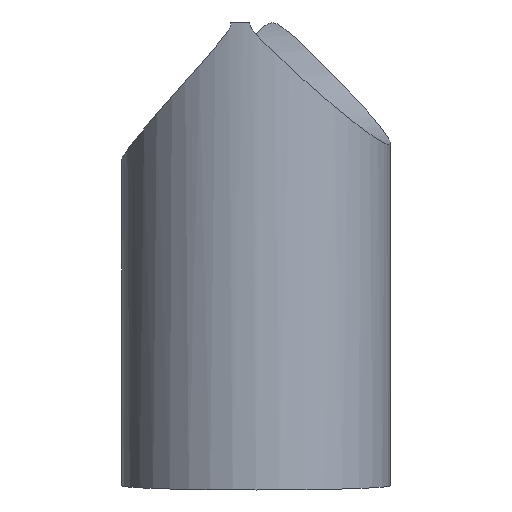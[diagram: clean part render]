
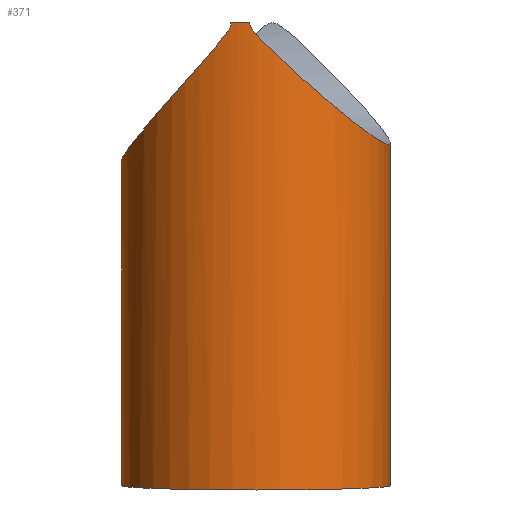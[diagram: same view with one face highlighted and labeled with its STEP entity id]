
A CAD part, top view. The second image highlights one B-rep face of the part: STEP entity #371.
In plain terms, the highlighted cylindrical face has radius 12.5 mm (diameter 25 mm), a partial arc.
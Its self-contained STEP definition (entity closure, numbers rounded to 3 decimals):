
#61=CARTESIAN_POINT('Vertex',(-1816.357,298.259,121.182)) ;
#67=CARTESIAN_POINT('Control Point',(-1816.228,298.395,119.399)) ;
#68=CARTESIAN_POINT('Control Point',(-1816.228,298.31,119.992)) ;
#69=CARTESIAN_POINT('Control Point',(-1816.271,298.264,120.59)) ;
#70=CARTESIAN_POINT('Control Point',(-1816.357,298.259,121.182)) ;
#71=CARTESIAN_POINT('Vertex',(-1816.228,298.395,119.399)) ;
#245=CARTESIAN_POINT('Vertex',(-1841.228,266.546,118.308)) ;
#247=CARTESIAN_POINT('Vertex',(-1816.228,266.546,118.308)) ;
#250=CARTESIAN_POINT('Axis2P3D Location',(-1828.728,266.546,118.308)) ;
#274=CARTESIAN_POINT('Axis2P3D Location',(-1828.728,310.076,119.799)) ;
#278=CARTESIAN_POINT('Vertex',(-1829.346,309.649,132.277)) ;
#280=CARTESIAN_POINT('Vertex',(-1831.068,309.656,132.071)) ;
#296=CARTESIAN_POINT('Axis2P3D Location',(-1828.728,276.318,118.643)) ;
#302=CARTESIAN_POINT('Control Point',(-1831.068,309.656,132.071)) ;
#303=CARTESIAN_POINT('Control Point',(-1831.057,309.522,132.069)) ;
#304=CARTESIAN_POINT('Control Point',(-1831.072,309.386,132.061)) ;
#305=CARTESIAN_POINT('Control Point',(-1831.115,309.253,132.048)) ;
#306=CARTESIAN_POINT('Control Point',(-1831.21,309.035,132.022)) ;
#307=CARTESIAN_POINT('Control Point',(-1831.33,308.831,131.99)) ;
#308=CARTESIAN_POINT('Control Point',(-1831.386,308.745,131.975)) ;
#309=CARTESIAN_POINT('Control Point',(-1831.528,308.534,131.937)) ;
#310=CARTESIAN_POINT('Control Point',(-1831.68,308.332,131.894)) ;
#311=CARTESIAN_POINT('Control Point',(-1831.772,308.213,131.867)) ;
#312=CARTESIAN_POINT('Control Point',(-1832.216,307.657,131.734)) ;
#313=CARTESIAN_POINT('Control Point',(-1832.681,307.124,131.573)) ;
#314=CARTESIAN_POINT('Control Point',(-1833.045,306.707,131.432)) ;
#315=CARTESIAN_POINT('Control Point',(-1834.334,305.248,130.873)) ;
#316=CARTESIAN_POINT('Control Point',(-1835.591,303.843,130.117)) ;
#317=CARTESIAN_POINT('Control Point',(-1836.457,302.86,129.471)) ;
#318=CARTESIAN_POINT('Control Point',(-1838.1,300.977,127.957)) ;
#319=CARTESIAN_POINT('Control Point',(-1839.482,299.332,125.974)) ;
#320=CARTESIAN_POINT('Control Point',(-1840.091,298.585,124.853)) ;
#321=CARTESIAN_POINT('Control Point',(-1840.773,297.7,123.089)) ;
#322=CARTESIAN_POINT('Control Point',(-1841.122,297.149,121.132)) ;
#323=CARTESIAN_POINT('Control Point',(-1841.192,297.02,120.545)) ;
#324=CARTESIAN_POINT('Control Point',(-1841.228,296.926,119.947)) ;
#325=CARTESIAN_POINT('Control Point',(-1841.228,296.87,119.347)) ;
#326=CARTESIAN_POINT('Vertex',(-1841.228,296.87,119.347)) ;
#329=CARTESIAN_POINT('Line Origine',(-1841.228,276.318,118.643)) ;
#334=CARTESIAN_POINT('Line Origine',(-1816.228,276.318,118.643)) ;
#340=CARTESIAN_POINT('Control Point',(-1829.346,309.649,132.277)) ;
#341=CARTESIAN_POINT('Control Point',(-1829.342,309.569,132.274)) ;
#342=CARTESIAN_POINT('Control Point',(-1829.329,309.49,132.272)) ;
#343=CARTESIAN_POINT('Control Point',(-1829.308,309.412,132.27)) ;
#344=CARTESIAN_POINT('Control Point',(-1829.204,309.135,132.266)) ;
#345=CARTESIAN_POINT('Control Point',(-1829.032,308.889,132.263)) ;
#346=CARTESIAN_POINT('Control Point',(-1828.902,308.721,132.26)) ;
#347=CARTESIAN_POINT('Control Point',(-1828.461,308.199,132.245)) ;
#348=CARTESIAN_POINT('Control Point',(-1827.978,307.714,132.21)) ;
#349=CARTESIAN_POINT('Control Point',(-1827.648,307.384,132.174)) ;
#350=CARTESIAN_POINT('Control Point',(-1826.559,306.332,132.022)) ;
#351=CARTESIAN_POINT('Control Point',(-1825.455,305.319,131.746)) ;
#352=CARTESIAN_POINT('Control Point',(-1824.696,304.632,131.492)) ;
#353=CARTESIAN_POINT('Control Point',(-1823.144,303.256,130.836)) ;
#354=CARTESIAN_POINT('Control Point',(-1821.653,301.985,129.892)) ;
#355=CARTESIAN_POINT('Control Point',(-1820.908,301.365,129.326)) ;
#356=CARTESIAN_POINT('Control Point',(-1819.189,299.974,127.752)) ;
#357=CARTESIAN_POINT('Control Point',(-1817.758,298.927,125.679)) ;
#358=CARTESIAN_POINT('Control Point',(-1817.056,298.47,124.282)) ;
#359=CARTESIAN_POINT('Control Point',(-1816.583,298.246,122.749)) ;
#360=CARTESIAN_POINT('Control Point',(-1816.357,298.259,121.182)) ;
#251=DIRECTION('Axis2P3D Direction',(0.,-0.999,-0.034)) ;
#275=DIRECTION('Axis2P3D Direction',(0.,-0.999,-0.034)) ;
#297=DIRECTION('Axis2P3D Direction',(0.,-0.999,-0.034)) ;
#298=DIRECTION('Axis2P3D XDirection',(1.,0.,0.)) ;
#330=DIRECTION('Vector Direction',(0.,-0.999,-0.034)) ;
#335=DIRECTION('Vector Direction',(0.,-0.999,-0.034)) ;
#252=AXIS2_PLACEMENT_3D('Circle Axis2P3D',#250,#251,$) ;
#276=AXIS2_PLACEMENT_3D('Circle Axis2P3D',#274,#275,$) ;
#299=AXIS2_PLACEMENT_3D('Cylinder Axis2P3D',#296,#297,#298) ;
#363=ORIENTED_EDGE('',*,*,#282,.T.) ;
#364=ORIENTED_EDGE('',*,*,#328,.T.) ;
#365=ORIENTED_EDGE('',*,*,#333,.T.) ;
#366=ORIENTED_EDGE('',*,*,#254,.F.) ;
#367=ORIENTED_EDGE('',*,*,#338,.F.) ;
#368=ORIENTED_EDGE('',*,*,#73,.T.) ;
#369=ORIENTED_EDGE('',*,*,#361,.F.) ;
#331=VECTOR('Line Direction',#330,1.) ;
#336=VECTOR('Line Direction',#335,1.) ;
#371=ADVANCED_FACE('Corps principal',(#370),#300,.T.) ;
#66=B_SPLINE_CURVE_WITH_KNOTS('',3,(#67,#68,#69,#70),.UNSPECIFIED.,.F.,.U.,(4,4),(0.,2.54),.UNSPECIFIED.) ;
#301=B_SPLINE_CURVE_WITH_KNOTS('',5,(#302,#303,#304,#305,#306,#307,#308,#309,#310,#311,#312,#313,#314,#315,#316,#317,#318,#319,#320,#321,#322,#323,#324,#325),.UNSPECIFIED.,.F.,.U.,(6,3,3,3,3,3,3,6),(0.,0.952,1.685,2.766,6.803,17.088,27.367,31.632),.UNSPECIFIED.) ;
#339=B_SPLINE_CURVE_WITH_KNOTS('',5,(#340,#341,#342,#343,#344,#345,#346,#347,#348,#349,#350,#351,#352,#353,#354,#355,#356,#357,#358,#359,#360),.UNSPECIFIED.,.F.,.U.,(6,3,3,3,3,3,6),(0.,0.565,2.088,5.399,12.842,20.738,31.932),.UNSPECIFIED.) ;
#253=CIRCLE('generated circle',#252,12.5) ;
#277=CIRCLE('generated circle',#276,12.5) ;
#300=CYLINDRICAL_SURFACE('generated cylinder',#299,12.5) ;
#73=EDGE_CURVE('',#72,#62,#66,.T.) ;
#254=EDGE_CURVE('',#248,#246,#253,.T.) ;
#282=EDGE_CURVE('',#279,#281,#277,.T.) ;
#328=EDGE_CURVE('',#281,#327,#301,.T.) ;
#333=EDGE_CURVE('',#327,#246,#332,.T.) ;
#338=EDGE_CURVE('',#72,#248,#337,.T.) ;
#361=EDGE_CURVE('',#279,#62,#339,.T.) ;
#362=EDGE_LOOP('',(#363,#364,#365,#366,#367,#368,#369)) ;
#370=FACE_OUTER_BOUND('',#362,.T.) ;
#332=LINE('Line',#329,#331) ;
#337=LINE('Line',#334,#336) ;
#62=VERTEX_POINT('',#61) ;
#72=VERTEX_POINT('',#71) ;
#246=VERTEX_POINT('',#245) ;
#248=VERTEX_POINT('',#247) ;
#279=VERTEX_POINT('',#278) ;
#281=VERTEX_POINT('',#280) ;
#327=VERTEX_POINT('',#326) ;
